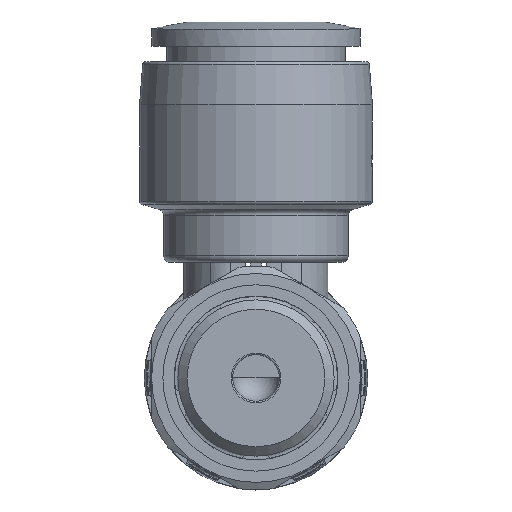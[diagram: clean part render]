
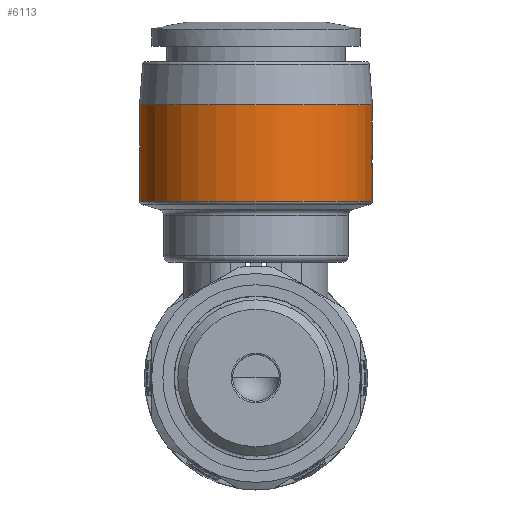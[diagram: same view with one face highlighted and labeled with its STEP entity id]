
A CAD part, front view. The second image highlights one B-rep face of the part: STEP entity #6113.
In plain terms, the highlighted cylindrical face has radius 7.25 mm (diameter 14.5 mm), a full revolution.
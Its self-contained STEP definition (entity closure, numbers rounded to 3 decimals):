
#31=ELLIPSE('',#6425,8.647,7.25);
#32=ELLIPSE('',#6427,8.647,7.25);
#80=B_SPLINE_CURVE_WITH_KNOTS('',3,(#8532,#8533,#8534,#8535,#8536),
 .UNSPECIFIED.,.F.,.F.,(4,1,4),(0.,0.001,0.001),
 .UNSPECIFIED.);
#81=B_SPLINE_CURVE_WITH_KNOTS('',3,(#8541,#8542,#8543,#8544),
 .UNSPECIFIED.,.F.,.F.,(4,4),(0.,0.),
 .UNSPECIFIED.);
#82=B_SPLINE_CURVE_WITH_KNOTS('',3,(#8545,#8546,#8547,#8548),
 .UNSPECIFIED.,.F.,.F.,(4,4),(0.,0.),.UNSPECIFIED.);
#218=CYLINDRICAL_SURFACE('',#6421,7.25);
#328=CIRCLE('',#6415,7.25);
#332=CIRCLE('',#6422,7.25);
#333=CIRCLE('',#6423,7.25);
#334=CIRCLE('',#6424,7.25);
#335=CIRCLE('',#6426,7.25);
#336=CIRCLE('',#6428,7.25);
#337=CIRCLE('',#6429,7.25);
#338=CIRCLE('',#6430,7.25);
#648=ORIENTED_EDGE('',*,*,#2050,.F.);
#649=ORIENTED_EDGE('',*,*,#2051,.F.);
#650=ORIENTED_EDGE('',*,*,#2052,.F.);
#651=ORIENTED_EDGE('',*,*,#2053,.F.);
#652=ORIENTED_EDGE('',*,*,#2042,.F.);
#653=ORIENTED_EDGE('',*,*,#2054,.F.);
#654=ORIENTED_EDGE('',*,*,#2055,.F.);
#655=ORIENTED_EDGE('',*,*,#2056,.T.);
#656=ORIENTED_EDGE('',*,*,#2057,.T.);
#657=ORIENTED_EDGE('',*,*,#2058,.T.);
#658=ORIENTED_EDGE('',*,*,#2059,.T.);
#659=ORIENTED_EDGE('',*,*,#2060,.T.);
#660=ORIENTED_EDGE('',*,*,#2061,.T.);
#661=ORIENTED_EDGE('',*,*,#2062,.T.);
#662=ORIENTED_EDGE('',*,*,#2063,.T.);
#663=ORIENTED_EDGE('',*,*,#2064,.T.);
#664=ORIENTED_EDGE('',*,*,#2065,.T.);
#665=ORIENTED_EDGE('',*,*,#2066,.T.);
#666=ORIENTED_EDGE('',*,*,#2067,.T.);
#2042=EDGE_CURVE('',#2743,#2741,#328,.T.);
#2050=EDGE_CURVE('',#2750,#2750,#332,.T.);
#2051=EDGE_CURVE('',#2751,#2752,#80,.T.);
#2052=EDGE_CURVE('',#2753,#2751,#3199,.F.);
#2053=EDGE_CURVE('',#2741,#2753,#81,.T.);
#2054=EDGE_CURVE('',#2754,#2743,#82,.T.);
#2055=EDGE_CURVE('',#2752,#2754,#3200,.T.);
#2056=EDGE_CURVE('',#2755,#2756,#333,.T.);
#2057=EDGE_CURVE('',#2756,#2757,#3201,.T.);
#2058=EDGE_CURVE('',#2757,#2758,#334,.T.);
#2059=EDGE_CURVE('',#2758,#2759,#31,.T.);
#2060=EDGE_CURVE('',#2759,#2760,#335,.T.);
#2061=EDGE_CURVE('',#2760,#2761,#32,.T.);
#2062=EDGE_CURVE('',#2761,#2762,#3202,.T.);
#2063=EDGE_CURVE('',#2762,#2763,#336,.T.);
#2064=EDGE_CURVE('',#2763,#2764,#3203,.T.);
#2065=EDGE_CURVE('',#2764,#2765,#337,.T.);
#2066=EDGE_CURVE('',#2765,#2755,#3204,.F.);
#2067=EDGE_CURVE('',#2766,#2766,#338,.T.);
#2741=VERTEX_POINT('',#8496);
#2743=VERTEX_POINT('',#8500);
#2750=VERTEX_POINT('',#8531);
#2751=VERTEX_POINT('',#8537);
#2752=VERTEX_POINT('',#8538);
#2753=VERTEX_POINT('',#8540);
#2754=VERTEX_POINT('',#8549);
#2755=VERTEX_POINT('',#8552);
#2756=VERTEX_POINT('',#8553);
#2757=VERTEX_POINT('',#8555);
#2758=VERTEX_POINT('',#8557);
#2759=VERTEX_POINT('',#8559);
#2760=VERTEX_POINT('',#8561);
#2761=VERTEX_POINT('',#8563);
#2762=VERTEX_POINT('',#8565);
#2763=VERTEX_POINT('',#8567);
#2764=VERTEX_POINT('',#8569);
#2765=VERTEX_POINT('',#8571);
#2766=VERTEX_POINT('',#8574);
#3199=LINE('',#8539,#3479);
#3200=LINE('',#8550,#3480);
#3201=LINE('',#8554,#3481);
#3202=LINE('',#8564,#3482);
#3203=LINE('',#8568,#3483);
#3204=LINE('',#8572,#3484);
#3479=VECTOR('',#7054,1000.);
#3480=VECTOR('',#7055,1000.);
#3481=VECTOR('',#7058,1000.);
#3482=VECTOR('',#7067,1000.);
#3483=VECTOR('',#7070,1000.);
#3484=VECTOR('',#7073,1000.);
#3751=EDGE_LOOP('',(#648));
#3752=EDGE_LOOP('',(#649,#650,#651,#652,#653,#654));
#3753=EDGE_LOOP('',(#655,#656,#657,#658,#659,#660,#661,#662,#663,#664,#665));
#3754=EDGE_LOOP('',(#666));
#4081=FACE_BOUND('',#3751,.T.);
#4082=FACE_BOUND('',#3752,.T.);
#4083=FACE_BOUND('',#3753,.T.);
#4084=FACE_BOUND('',#3754,.T.);
#6113=ADVANCED_FACE('',(#4081,#4082,#4083,#4084),#218,.T.);
#6415=AXIS2_PLACEMENT_3D('',#8501,#7038,#7039);
#6421=AXIS2_PLACEMENT_3D('',#8529,#7050,#7051);
#6422=AXIS2_PLACEMENT_3D('',#8530,#7052,#7053);
#6423=AXIS2_PLACEMENT_3D('',#8551,#7056,#7057);
#6424=AXIS2_PLACEMENT_3D('',#8556,#7059,#7060);
#6425=AXIS2_PLACEMENT_3D('',#8558,#7061,#7062);
#6426=AXIS2_PLACEMENT_3D('',#8560,#7063,#7064);
#6427=AXIS2_PLACEMENT_3D('',#8562,#7065,#7066);
#6428=AXIS2_PLACEMENT_3D('',#8566,#7068,#7069);
#6429=AXIS2_PLACEMENT_3D('',#8570,#7071,#7072);
#6430=AXIS2_PLACEMENT_3D('',#8573,#7074,#7075);
#7038=DIRECTION('',(0.,0.,1.));
#7039=DIRECTION('',(1.,0.,0.));
#7050=DIRECTION('',(0.,0.,-1.));
#7051=DIRECTION('',(-1.,0.,0.));
#7052=DIRECTION('',(0.,0.,-1.));
#7053=DIRECTION('',(-1.,0.,0.));
#7054=DIRECTION('',(0.,0.,-1.));
#7055=DIRECTION('',(0.,0.,-1.));
#7056=DIRECTION('',(0.,0.,1.));
#7057=DIRECTION('',(1.,0.,0.));
#7058=DIRECTION('',(0.,0.,-1.));
#7059=DIRECTION('',(0.,0.,1.));
#7060=DIRECTION('',(1.,0.,0.));
#7061=DIRECTION('',(0.,-0.545,-0.838));
#7062=DIRECTION('',(0.,0.838,-0.545));
#7063=DIRECTION('',(0.,0.,1.));
#7064=DIRECTION('',(1.,0.,0.));
#7065=DIRECTION('',(0.,0.545,0.838));
#7066=DIRECTION('',(0.,0.838,-0.545));
#7067=DIRECTION('',(0.,0.,-1.));
#7068=DIRECTION('',(0.,0.,-1.));
#7069=DIRECTION('',(-1.,0.,0.));
#7070=DIRECTION('',(0.,0.,-1.));
#7071=DIRECTION('',(0.,0.,-1.));
#7072=DIRECTION('',(-1.,0.,0.));
#7073=DIRECTION('',(0.,0.,-1.));
#7074=DIRECTION('',(0.,0.,-1.));
#7075=DIRECTION('',(-1.,0.,0.));
#8496=CARTESIAN_POINT('',(-0.2,26.147,12.257));
#8500=CARTESIAN_POINT('',(0.2,26.147,12.257));
#8501=CARTESIAN_POINT('',(0.,18.9,12.257));
#8529=CARTESIAN_POINT('',(0.,18.9,7.2));
#8530=CARTESIAN_POINT('',(0.,18.9,10.991));
#8531=CARTESIAN_POINT('',(-7.25,18.9,10.991));
#8532=CARTESIAN_POINT('',(-0.35,26.142,14.507));
#8533=CARTESIAN_POINT('',(-0.35,26.142,14.692));
#8534=CARTESIAN_POINT('',(0.,26.158,15.022));
#8535=CARTESIAN_POINT('',(0.35,26.142,14.692));
#8536=CARTESIAN_POINT('',(0.35,26.142,14.507));
#8537=CARTESIAN_POINT('',(-0.35,26.142,14.507));
#8538=CARTESIAN_POINT('',(0.35,26.142,14.507));
#8539=CARTESIAN_POINT('',(-0.35,26.142,7.2));
#8540=CARTESIAN_POINT('',(-0.35,26.142,12.407));
#8541=CARTESIAN_POINT('',(-0.2,26.147,12.257));
#8542=CARTESIAN_POINT('',(-0.279,26.145,12.257));
#8543=CARTESIAN_POINT('',(-0.35,26.142,12.328));
#8544=CARTESIAN_POINT('',(-0.35,26.142,12.407));
#8545=CARTESIAN_POINT('',(0.35,26.142,12.407));
#8546=CARTESIAN_POINT('',(0.35,26.142,12.328));
#8547=CARTESIAN_POINT('',(0.279,26.145,12.257));
#8548=CARTESIAN_POINT('',(0.2,26.147,12.257));
#8549=CARTESIAN_POINT('',(0.35,26.142,12.407));
#8550=CARTESIAN_POINT('',(0.35,26.142,7.2));
#8551=CARTESIAN_POINT('',(0.,18.9,13.84));
#8552=CARTESIAN_POINT('',(7.197,18.025,13.84));
#8553=CARTESIAN_POINT('',(7.222,18.263,13.84));
#8554=CARTESIAN_POINT('',(7.222,18.263,7.2));
#8555=CARTESIAN_POINT('',(7.222,18.263,13.619));
#8556=CARTESIAN_POINT('',(0.,18.9,13.619));
#8557=CARTESIAN_POINT('',(7.234,19.385,13.619));
#8558=CARTESIAN_POINT('',(0.,18.9,13.934));
#8559=CARTESIAN_POINT('',(7.249,19.045,13.84));
#8560=CARTESIAN_POINT('',(0.,18.9,13.84));
#8561=CARTESIAN_POINT('',(7.234,19.385,13.84));
#8562=CARTESIAN_POINT('',(0.,18.9,14.155));
#8563=CARTESIAN_POINT('',(7.203,19.725,13.619));
#8564=CARTESIAN_POINT('',(7.203,19.725,7.2));
#8565=CARTESIAN_POINT('',(7.203,19.725,13.381));
#8566=CARTESIAN_POINT('',(0.,18.9,13.381));
#8567=CARTESIAN_POINT('',(7.222,18.263,13.381));
#8568=CARTESIAN_POINT('',(7.222,18.263,7.2));
#8569=CARTESIAN_POINT('',(7.222,18.263,13.16));
#8570=CARTESIAN_POINT('',(0.,18.9,13.16));
#8571=CARTESIAN_POINT('',(7.197,18.025,13.16));
#8572=CARTESIAN_POINT('',(7.197,18.025,7.2));
#8573=CARTESIAN_POINT('',(0.,18.9,17.014));
#8574=CARTESIAN_POINT('',(-7.25,18.9,17.014));
